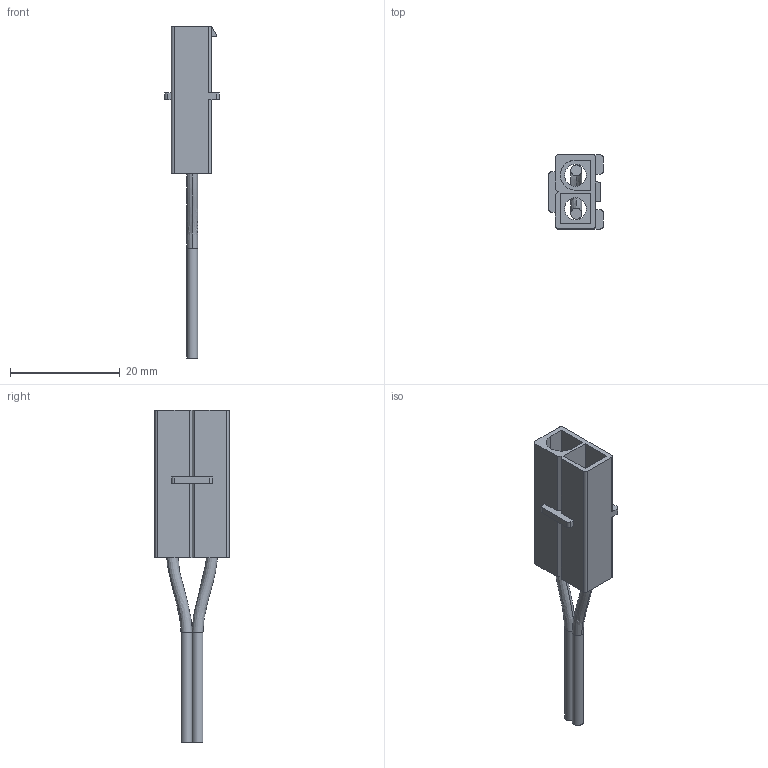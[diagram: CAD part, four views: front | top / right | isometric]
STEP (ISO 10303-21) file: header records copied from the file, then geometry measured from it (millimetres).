
FILE_DESCRIPTION(/* description */ (''),/* implementation_level */ '2;1');
FILE_NAME(/* name */ 'VEX Standard Power Socket.ipt.step',/* time_stamp */ '2020-04-16T23:32:41-04:00',/* author */ ('Jordan'),/* organization */ (''),/* preprocessor_version */ 'ST-DEVELOPER v17',/* originating_system */ 'Autodesk Inventor 2019',/* authorisation */ '');
FILE_SCHEMA (('AUTOMOTIVE_DESIGN { 1 0 10303 214 3 1 1 }'));
Length unit declared in the file: inch
Products named in the file (1): VEX Standard Power Socket
Bounding box: 9.9 x 13.5 x 60.49 mm (x, y, z)
Volume: 1659.6 mm3; surface area: 2748.2 mm2
Topology: 3 solids, 3 shells, 66 faces, 184 edges, 126 vertices
Faces by surface type: plane 43, cylinder 19, bspline 4
Full cylindrical faces by diameter (mm): 2 x2, 4 x2, 5.5 x2
Entity records: 2715 total; most frequent: CARTESIAN_POINT 837, ORIENTED_EDGE 368, DIRECTION 364, EDGE_CURVE 184, VERTEX_POINT 126, LINE 122, VECTOR 122, AXIS2_PLACEMENT_3D 121
